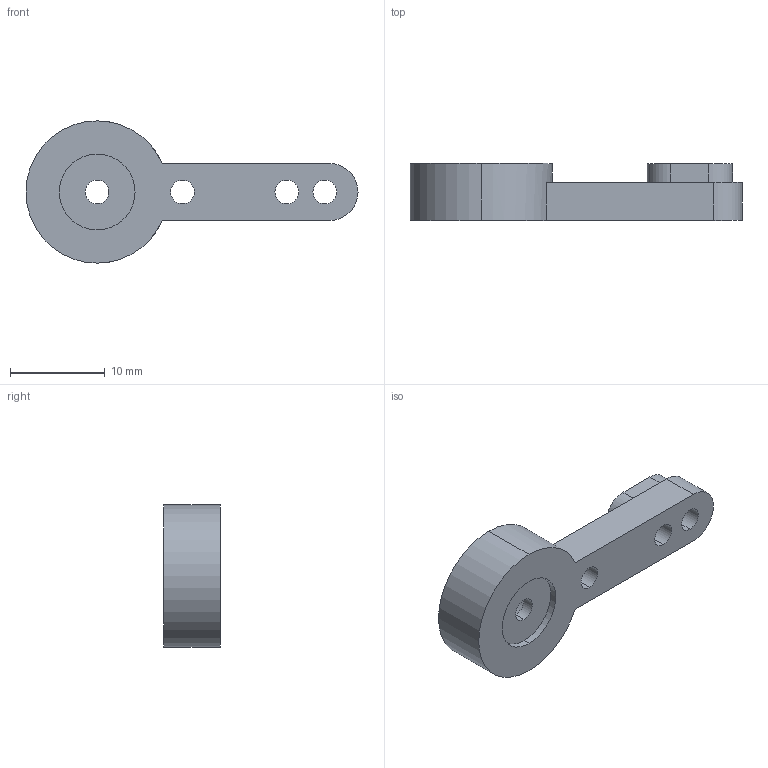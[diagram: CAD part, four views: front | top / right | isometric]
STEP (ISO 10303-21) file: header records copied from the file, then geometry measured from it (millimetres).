
FILE_DESCRIPTION (( 'STEP AP214' ), '1' );
FILE_NAME ('¶æ»ú±Û25T.step', '2025-04-15T06:16:22', ( '' ), ( '' ), 'SwSTEP 2.0', 'SolidWorks 2024', '' );
FILE_SCHEMA (( 'AUTOMOTIVE_DESIGN' ));
Length unit declared in the file: millimetre
Products named in the file (1): 舵机臂25T
Bounding box: 35 x 6 x 15 mm (x, y, z)
Volume: 1391.6 mm3; surface area: 1256.5 mm2
Topology: 1 solids, 1 shells, 27 faces, 66 edges, 44 vertices
Faces by surface type: cylinder 17, plane 10
Entity records: 855 total; most frequent: DIRECTION 158, CARTESIAN_POINT 138, ORIENTED_EDGE 132, EDGE_CURVE 66, AXIS2_PLACEMENT_3D 64, VERTEX_POINT 44, EDGE_LOOP 38, CIRCLE 36
